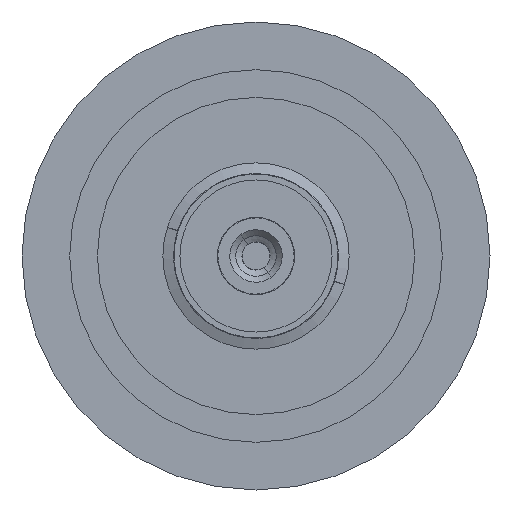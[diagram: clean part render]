
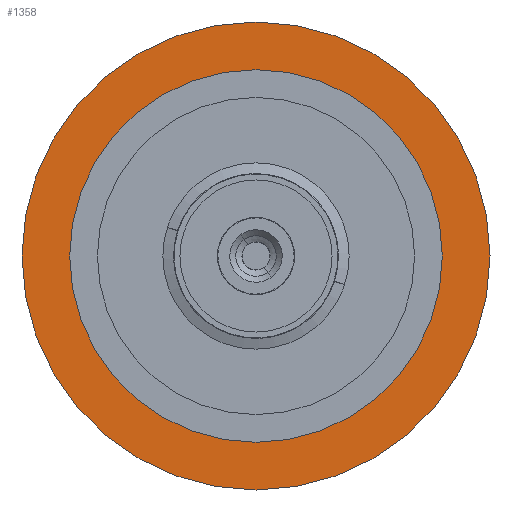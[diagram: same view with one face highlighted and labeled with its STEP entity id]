
A CAD part, front view. The second image highlights one B-rep face of the part: STEP entity #1358.
In plain terms, the highlighted planar face has unit normal (0, -1, 0).
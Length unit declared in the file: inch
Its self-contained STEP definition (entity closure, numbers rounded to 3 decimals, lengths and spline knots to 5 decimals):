
#419 = EDGE_CURVE ( 'NONE', #1676, #2109, #2070, .T. ) ;
#442 = EDGE_CURVE ( 'NONE', #2109, #1676, #2045, .T. ) ;
#454 = EDGE_CURVE ( 'NONE', #1539, #1557, #2032, .T. ) ;
#464 = EDGE_CURVE ( 'NONE', #1557, #1539, #2022, .T. ) ;
#650 = CARTESIAN_POINT ( 'NONE',  ( 0.785, 0.52221, 0. ) ) ;
#653 = PLANE ( 'NONE',  #2301 ) ;
#655 = DIRECTION ( 'NONE',  ( 0., 1., 0. ) ) ;
#656 = DIRECTION ( 'NONE',  ( 0., 0., 1. ) ) ;
#721 = CARTESIAN_POINT ( 'NONE',  ( 0., 0.52221, 0.785 ) ) ;
#729 = CARTESIAN_POINT ( 'NONE',  ( 0., 0.52221, -0.785 ) ) ;
#740 = CARTESIAN_POINT ( 'NONE',  ( 0., 0.52221, 0.625 ) ) ;
#1079 = ORIENTED_EDGE ( 'NONE', *, *, #464, .F. ) ;
#1131 = ORIENTED_EDGE ( 'NONE', *, *, #419, .T. ) ;
#1148 = EDGE_LOOP ( 'NONE', ( #1165, #1079 ) ) ;
#1165 = ORIENTED_EDGE ( 'NONE', *, *, #454, .F. ) ;
#1168 = ORIENTED_EDGE ( 'NONE', *, *, #442, .T. ) ;
#1233 = CARTESIAN_POINT ( 'NONE',  ( 0., 0.52221, -0.625 ) ) ;
#1358 = ADVANCED_FACE ( 'NONE', ( #2561, #2559 ), #653, .F. ) ;
#1539 = VERTEX_POINT ( 'NONE', #721 ) ;
#1557 = VERTEX_POINT ( 'NONE', #729 ) ;
#1676 = VERTEX_POINT ( 'NONE', #740 ) ;
#1760 = DIRECTION ( 'NONE',  ( 0., 0., 1. ) ) ;
#1761 = DIRECTION ( 'NONE',  ( 0., 1., 0. ) ) ;
#1763 = CARTESIAN_POINT ( 'NONE',  ( 0., 0.52221, 0. ) ) ;
#1880 = EDGE_LOOP ( 'NONE', ( #1131, #1168 ) ) ;
#2022 = CIRCLE ( 'NONE', #2329, 0.785 ) ;
#2032 = CIRCLE ( 'NONE', #2344, 0.785 ) ;
#2045 = CIRCLE ( 'NONE', #2357, 0.625 ) ;
#2070 = CIRCLE ( 'NONE', #2317, 0.625 ) ;
#2109 = VERTEX_POINT ( 'NONE', #1233 ) ;
#2301 = AXIS2_PLACEMENT_3D ( 'NONE', #650, #655, #656 ) ;
#2317 = AXIS2_PLACEMENT_3D ( 'NONE', #2476, #2475, #2470 ) ;
#2329 = AXIS2_PLACEMENT_3D ( 'NONE', #1763, #1761, #1760 ) ;
#2344 = AXIS2_PLACEMENT_3D ( 'NONE', #2396, #2395, #2394 ) ;
#2357 = AXIS2_PLACEMENT_3D ( 'NONE', #2453, #2452, #2451 ) ;
#2394 = DIRECTION ( 'NONE',  ( 0., 0., 1. ) ) ;
#2395 = DIRECTION ( 'NONE',  ( 0., 1., 0. ) ) ;
#2396 = CARTESIAN_POINT ( 'NONE',  ( 0., 0.52221, 0. ) ) ;
#2451 = DIRECTION ( 'NONE',  ( 0., 0., 1. ) ) ;
#2452 = DIRECTION ( 'NONE',  ( 0., 1., 0. ) ) ;
#2453 = CARTESIAN_POINT ( 'NONE',  ( 0., 0.52221, 0. ) ) ;
#2470 = DIRECTION ( 'NONE',  ( 0., 0., 1. ) ) ;
#2475 = DIRECTION ( 'NONE',  ( 0., 1., 0. ) ) ;
#2476 = CARTESIAN_POINT ( 'NONE',  ( 0., 0.52221, 0. ) ) ;
#2559 = FACE_BOUND ( 'NONE', #1880, .T. ) ;
#2561 = FACE_OUTER_BOUND ( 'NONE', #1148, .T. ) ;
